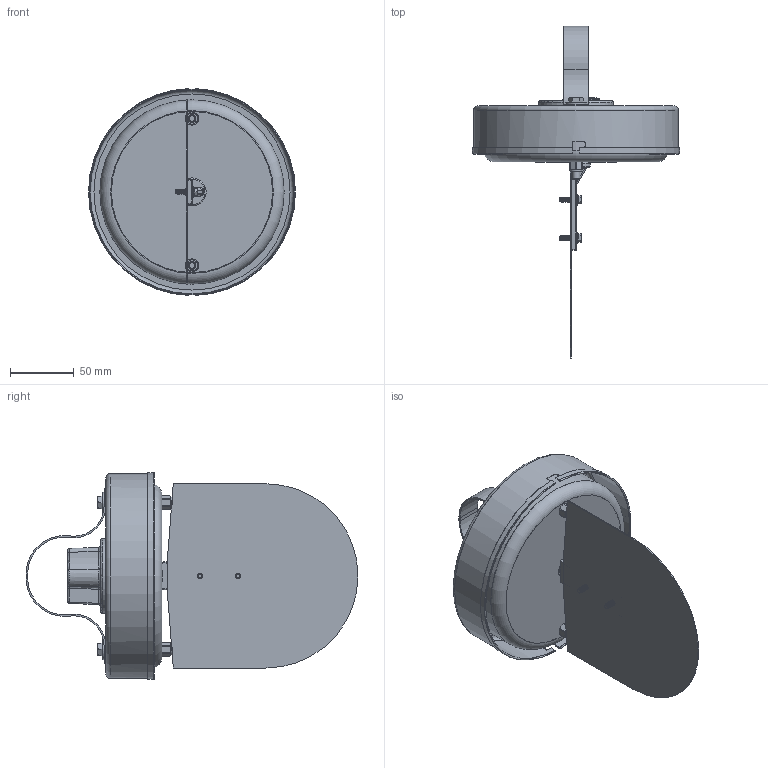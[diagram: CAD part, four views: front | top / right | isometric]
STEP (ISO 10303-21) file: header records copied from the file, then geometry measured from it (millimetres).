
FILE_DESCRIPTION((''),'2;1');
FILE_NAME('GH10005.stp','2014-02-20T12:25:47',(''),(''),'Autodesk Inventor 2013','Autodesk Inventor 2013','');
FILE_SCHEMA(('AUTOMOTIVE_DESIGN { 1 2 10303 214 0 1 1 1 }'));
Length unit declared in the file: millimetre
Products named in the file (15): GH10005; FD10005; Spjällvred; 999210-05; ISO 4014 M6 x 60; 999639; 999656; SpjällaxelKort; 999215_Ø143,8; 126025; Starlock; Borrskruv_4,2x13; 127046; DIN 6798 A A  5,3; 999640
Assembly tree (18 placements, depth 2):
  GH10005
    FD10005
    Spjällvred
    999210-05
    ISO 4014 M6 x 60  x2
    999639  x2
    999656  x2
    SpjällaxelKort
    999215_Ø143,8
    126025
    Starlock
    Borrskruv_4,2x13  x2
    127046
    DIN 6798 A A  5,3
    999640
Bounding box: 162.9 x 261.2 x 162.82 mm (x, y, z)
Volume: 779718.1 mm3; surface area: 270434.2 mm2
Topology: 21 solids, 21 shells, 888 faces, 2160 edges, 1318 vertices
Faces by surface type: plane 303, cylinder 263, cone 190, bspline 79, torus 36, sphere 17
Full cylindrical faces by diameter (mm): 4 x3, 4.917 x12, 5.3 x1, 6 x6, 6.072 x2, 6.5 x2, 8.863 x2, 8.88 x2, 10.5 x1, 11.7 x3, 15.2 x2, 16 x2, 143.8 x2, 145 x1, 160.3 x1, 161.3 x1
Entity records: 24462 total; most frequent: CARTESIAN_POINT 7727, ORIENTED_EDGE 3356, DIRECTION 3270, EDGE_CURVE 1678, AXIS2_PLACEMENT_3D 1232, VERTEX_POINT 1074, EDGE_LOOP 826, VECTOR 806
